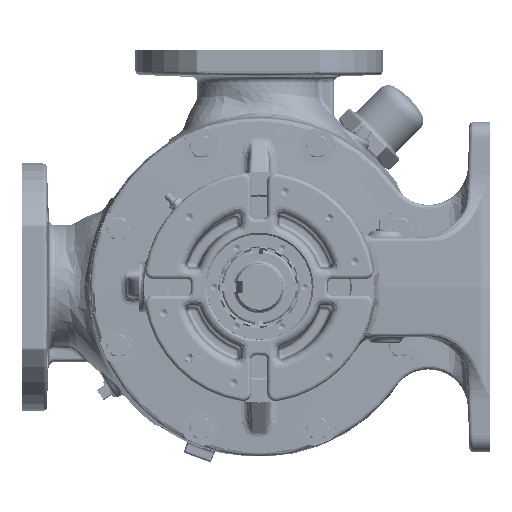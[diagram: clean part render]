
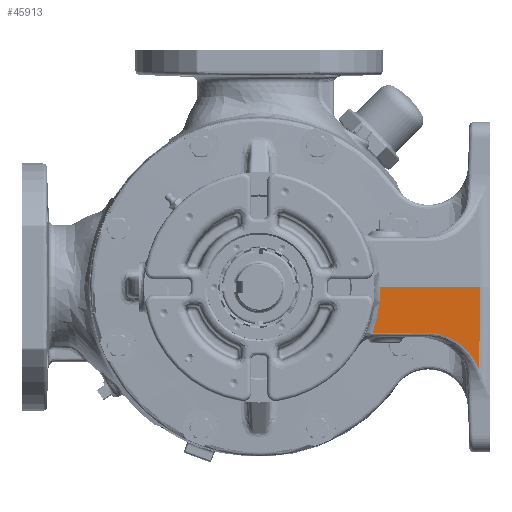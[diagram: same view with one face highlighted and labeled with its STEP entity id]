
A CAD part, left-side view. The second image highlights one B-rep face of the part: STEP entity #45913.
In plain terms, the highlighted planar face has unit normal (-0.642, -0.766, -0.035).
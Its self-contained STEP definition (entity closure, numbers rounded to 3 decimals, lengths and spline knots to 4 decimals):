
#10686 = VERTEX_POINT ( 'NONE', #81023 ) ;
#41239 = LINE ( 'NONE', #118534, #178037 ) ;
#45867 = ORIENTED_EDGE ( 'NONE', *, *, #202578, .T. ) ;
#45913 = ADVANCED_FACE ( 'Defeatured_0_4684', ( #239100 ), #222569, .T. ) ;
#48401 = CARTESIAN_POINT ( 'NONE',  ( -9.8089, -3.435, -1.3842 ) ) ;
#60503 = DIRECTION ( 'NONE',  ( 0.766, -0.643, 0. ) ) ;
#65348 = CARTESIAN_POINT ( 'NONE',  ( -6.962, -5.8238, -1.3842 ) ) ;
#65515 = CARTESIAN_POINT ( 'NONE',  ( -5.3907, -7.2054, 0. ) ) ;
#66578 = CARTESIAN_POINT ( 'NONE',  ( -7.7607, -5.1537, -1.3842 ) ) ;
#68676 = CARTESIAN_POINT ( 'NONE',  ( -9.575, -3.6728, -0.4726 ) ) ;
#69507 = ORIENTED_EDGE ( 'NONE', *, *, #134924, .T. ) ;
#72862 = EDGE_CURVE ( 'NONE', #88140, #104277, #121459, .T. ) ;
#78670 = ORIENTED_EDGE ( 'NONE', *, *, #72862, .T. ) ;
#81023 = CARTESIAN_POINT ( 'NONE',  ( -5.9831, -6.7083, 0. ) ) ;
#81771 = DIRECTION ( 'NONE',  ( -0.035, -0.016, 0.999 ) ) ;
#88140 = VERTEX_POINT ( 'NONE', #212425 ) ;
#88260 = DIRECTION ( 'NONE',  ( -0.642, -0.766, -0.035 ) ) ;
#89749 = EDGE_CURVE ( 'NONE', #104277, #10686, #41239, .T. ) ;
#93761 = CARTESIAN_POINT ( 'NONE',  ( -5.3596, -7.1684, -1.3842 ) ) ;
#104277 = VERTEX_POINT ( 'NONE', #110702 ) ;
#110702 = CARTESIAN_POINT ( 'NONE',  ( -5.896, -6.6677, -2.4956 ) ) ;
#116531 = ORIENTED_EDGE ( 'NONE', *, *, #89749, .T. ) ;
#117510 = CARTESIAN_POINT ( 'NONE',  ( -5.3907, -7.2054, 0. ) ) ;
#118534 = CARTESIAN_POINT ( 'NONE',  ( -5.983, -6.7083, -0.0038 ) ) ;
#118881 = AXIS2_PLACEMENT_3D ( 'NONE', #65515, #88260, #161874 ) ;
#121459 =( BOUNDED_CURVE ( )  B_SPLINE_CURVE ( 3, ( #66578, #65348, #192497, #180667 ),
 .UNSPECIFIED., .F., .F. ) 
 B_SPLINE_CURVE_WITH_KNOTS ( ( 4, 4 ),
 ( 1.6251, 2.7001 ),
 .UNSPECIFIED. ) 
 CURVE ( )  GEOMETRIC_REPRESENTATION_ITEM ( )  RATIONAL_B_SPLINE_CURVE ( ( 1., 0.906, 0.906, 1. ) ) 
 REPRESENTATION_ITEM ( '' )  );
#121960 = CARTESIAN_POINT ( 'NONE',  ( -9.8089, -3.435, -1.3842 ) ) ;
#134924 = EDGE_CURVE ( 'NONE', #202621, #88140, #185135, .T. ) ;
#155544 = LINE ( 'NONE', #117510, #239117 ) ;
#159830 = EDGE_CURVE ( 'NONE', #182562, #10686, #155544, .T. ) ;
#161874 = DIRECTION ( 'NONE',  ( 0.766, -0.643, 0. ) ) ;
#171091 = DIRECTION ( 'NONE',  ( 0.766, -0.643, 0. ) ) ;
#174159 = ORIENTED_EDGE ( 'NONE', *, *, #159830, .F. ) ;
#177749 = CARTESIAN_POINT ( 'NONE',  ( -9.5972, -3.6757, 0. ) ) ;
#178037 = VECTOR ( 'NONE', #81771, 39.3701 ) ;
#180667 = CARTESIAN_POINT ( 'NONE',  ( -5.896, -6.6677, -2.4956 ) ) ;
#182562 = VERTEX_POINT ( 'NONE', #194862 ) ;
#185135 = LINE ( 'NONE', #93761, #225431 ) ;
#188511 = EDGE_LOOP ( 'NONE', ( #174159, #45867, #69507, #78670, #116531 ) ) ;
#192497 = CARTESIAN_POINT ( 'NONE',  ( -6.2759, -6.3809, -1.7931 ) ) ;
#192735 =( BOUNDED_CURVE ( )  B_SPLINE_CURVE ( 3, ( #177749, #68676, #204216, #48401 ),
 .UNSPECIFIED., .F., .F. ) 
 B_SPLINE_CURVE_WITH_KNOTS ( ( 4, 4 ),
 ( 3.1022, 3.4343 ),
 .UNSPECIFIED. ) 
 CURVE ( )  GEOMETRIC_REPRESENTATION_ITEM ( )  RATIONAL_B_SPLINE_CURVE ( ( 1., 0.991, 0.991, 1. ) ) 
 REPRESENTATION_ITEM ( '' )  );
#194862 = CARTESIAN_POINT ( 'NONE',  ( -9.5972, -3.6757, 0. ) ) ;
#202578 = EDGE_CURVE ( 'NONE', #182562, #202621, #192735, .T. ) ;
#202621 = VERTEX_POINT ( 'NONE', #121960 ) ;
#204216 = CARTESIAN_POINT ( 'NONE',  ( -9.6462, -3.5918, -0.9383 ) ) ;
#212425 = CARTESIAN_POINT ( 'NONE',  ( -7.7607, -5.1537, -1.3842 ) ) ;
#222569 = PLANE ( 'NONE',  #118881 ) ;
#225431 = VECTOR ( 'NONE', #171091, 39.3701 ) ;
#239100 = FACE_OUTER_BOUND ( 'NONE', #188511, .T. ) ;
#239117 = VECTOR ( 'NONE', #60503, 39.3701 ) ;
